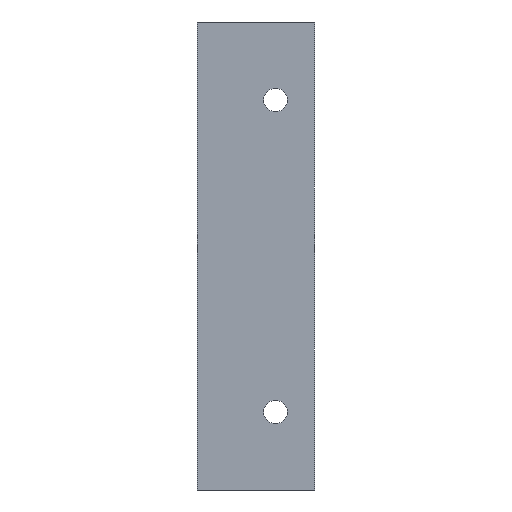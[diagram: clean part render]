
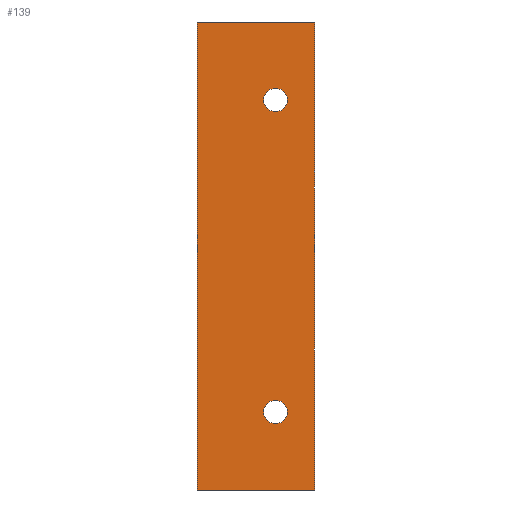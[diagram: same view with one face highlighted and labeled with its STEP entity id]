
A CAD part, front view. The second image highlights one B-rep face of the part: STEP entity #139.
In plain terms, the highlighted planar face has unit normal (0, -1, 0).
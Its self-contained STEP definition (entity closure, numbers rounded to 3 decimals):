
#15 = VERTEX_POINT ( 'NONE', #438 ) ;
#20 = VECTOR ( 'NONE', #432, 1000. ) ;
#21 = CARTESIAN_POINT ( 'NONE',  ( 10., 0., 11.5 ) ) ;
#28 = ORIENTED_EDGE ( 'NONE', *, *, #426, .F. ) ;
#37 = DIRECTION ( 'NONE',  ( 0., 0., -1. ) ) ;
#39 = LINE ( 'NONE', #250, #430 ) ;
#44 = AXIS2_PLACEMENT_3D ( 'NONE', #227, #197, #37 ) ;
#68 = DIRECTION ( 'NONE',  ( 0., -1., 0. ) ) ;
#79 = CARTESIAN_POINT ( 'NONE',  ( 0., 0., 60. ) ) ;
#83 = ORIENTED_EDGE ( 'NONE', *, *, #120, .F. ) ;
#85 = FACE_BOUND ( 'NONE', #275, .T. ) ;
#95 = CARTESIAN_POINT ( 'NONE',  ( 0., 0., 60. ) ) ;
#101 = DIRECTION ( 'NONE',  ( 0., -1., 0. ) ) ;
#117 = ORIENTED_EDGE ( 'NONE', *, *, #201, .F. ) ;
#120 = EDGE_CURVE ( 'NONE', #428, #354, #283, .T. ) ;
#139 = ADVANCED_FACE ( 'NONE', ( #435, #85, #327 ), #413, .F. ) ;
#141 = VECTOR ( 'NONE', #391, 1000. ) ;
#143 = DIRECTION ( 'NONE',  ( 1., 0., 0. ) ) ;
#144 = VERTEX_POINT ( 'NONE', #300 ) ;
#149 = CARTESIAN_POINT ( 'NONE',  ( 0., 0., 0. ) ) ;
#154 = ORIENTED_EDGE ( 'NONE', *, *, #385, .T. ) ;
#160 = VERTEX_POINT ( 'NONE', #257 ) ;
#163 = VECTOR ( 'NONE', #143, 1000. ) ;
#171 = ORIENTED_EDGE ( 'NONE', *, *, #330, .F. ) ;
#172 = VERTEX_POINT ( 'NONE', #407 ) ;
#175 = CARTESIAN_POINT ( 'NONE',  ( 10., 0., 8.5 ) ) ;
#197 = DIRECTION ( 'NONE',  ( 0., -1., 0. ) ) ;
#201 = EDGE_CURVE ( 'NONE', #172, #144, #418, .T. ) ;
#203 = VERTEX_POINT ( 'NONE', #222 ) ;
#205 = CARTESIAN_POINT ( 'NONE',  ( 15., 0., 60. ) ) ;
#206 = ORIENTED_EDGE ( 'NONE', *, *, #296, .F. ) ;
#217 = DIRECTION ( 'NONE',  ( 0., 0., -1. ) ) ;
#222 = CARTESIAN_POINT ( 'NONE',  ( 15., 0., 0. ) ) ;
#227 = CARTESIAN_POINT ( 'NONE',  ( 10., 0., 10. ) ) ;
#230 = CARTESIAN_POINT ( 'NONE',  ( 1.5, 0., 60. ) ) ;
#233 = ORIENTED_EDGE ( 'NONE', *, *, #449, .F. ) ;
#240 = LINE ( 'NONE', #95, #141 ) ;
#250 = CARTESIAN_POINT ( 'NONE',  ( 1.5, 0., 0. ) ) ;
#252 = CIRCLE ( 'NONE', #258, 1.5 ) ;
#257 = CARTESIAN_POINT ( 'NONE',  ( 10., 0., 51.5 ) ) ;
#258 = AXIS2_PLACEMENT_3D ( 'NONE', #287, #101, #328 ) ;
#267 = ORIENTED_EDGE ( 'NONE', *, *, #313, .T. ) ;
#275 = EDGE_LOOP ( 'NONE', ( #233, #83 ) ) ;
#281 = CARTESIAN_POINT ( 'NONE',  ( 10., 0., 50. ) ) ;
#283 = CIRCLE ( 'NONE', #44, 1.5 ) ;
#287 = CARTESIAN_POINT ( 'NONE',  ( 10., 0., 50. ) ) ;
#291 = LINE ( 'NONE', #205, #20 ) ;
#296 = EDGE_CURVE ( 'NONE', #15, #160, #384, .T. ) ;
#299 = CARTESIAN_POINT ( 'NONE',  ( 10., 0., 10. ) ) ;
#300 = CARTESIAN_POINT ( 'NONE',  ( 15., 0., 60. ) ) ;
#305 = EDGE_LOOP ( 'NONE', ( #267, #171, #117, #154 ) ) ;
#313 = EDGE_CURVE ( 'NONE', #487, #203, #39, .T. ) ;
#327 = FACE_OUTER_BOUND ( 'NONE', #305, .T. ) ;
#328 = DIRECTION ( 'NONE',  ( 0., 0., -1. ) ) ;
#330 = EDGE_CURVE ( 'NONE', #144, #203, #291, .T. ) ;
#337 = DIRECTION ( 'NONE',  ( 0., 1., 0. ) ) ;
#354 = VERTEX_POINT ( 'NONE', #175 ) ;
#370 = AXIS2_PLACEMENT_3D ( 'NONE', #281, #459, #463 ) ;
#380 = DIRECTION ( 'NONE',  ( 0., 0., 1. ) ) ;
#384 = CIRCLE ( 'NONE', #370, 1.5 ) ;
#385 = EDGE_CURVE ( 'NONE', #172, #487, #240, .T. ) ;
#389 = DIRECTION ( 'NONE',  ( 1., 0., 0. ) ) ;
#391 = DIRECTION ( 'NONE',  ( 0., 0., -1. ) ) ;
#405 = AXIS2_PLACEMENT_3D ( 'NONE', #299, #68, #217 ) ;
#407 = CARTESIAN_POINT ( 'NONE',  ( 0., 0., 60. ) ) ;
#413 = PLANE ( 'NONE',  #458 ) ;
#418 = LINE ( 'NONE', #79, #163 ) ;
#426 = EDGE_CURVE ( 'NONE', #160, #15, #252, .T. ) ;
#428 = VERTEX_POINT ( 'NONE', #21 ) ;
#430 = VECTOR ( 'NONE', #389, 1000. ) ;
#432 = DIRECTION ( 'NONE',  ( 0., 0., -1. ) ) ;
#435 = FACE_BOUND ( 'NONE', #475, .T. ) ;
#438 = CARTESIAN_POINT ( 'NONE',  ( 10., 0., 48.5 ) ) ;
#449 = EDGE_CURVE ( 'NONE', #354, #428, #455, .T. ) ;
#455 = CIRCLE ( 'NONE', #405, 1.5 ) ;
#458 = AXIS2_PLACEMENT_3D ( 'NONE', #230, #337, #380 ) ;
#459 = DIRECTION ( 'NONE',  ( 0., -1., 0. ) ) ;
#463 = DIRECTION ( 'NONE',  ( 0., 0., -1. ) ) ;
#475 = EDGE_LOOP ( 'NONE', ( #206, #28 ) ) ;
#487 = VERTEX_POINT ( 'NONE', #149 ) ;
